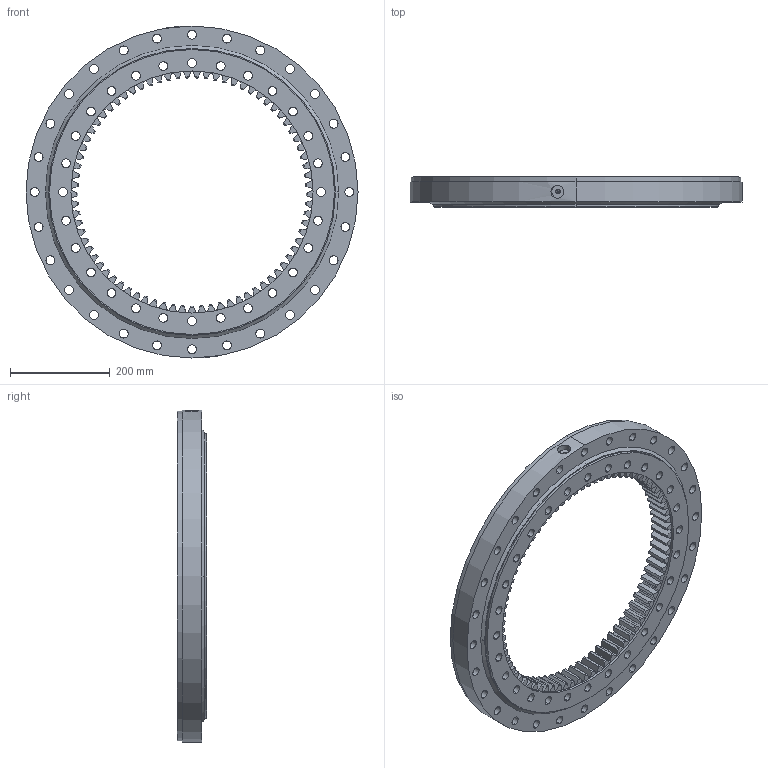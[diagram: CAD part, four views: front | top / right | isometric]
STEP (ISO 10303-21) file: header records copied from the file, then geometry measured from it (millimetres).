
FILE_DESCRIPTION (( 'STEP AP203' ), '1' );
FILE_NAME ('07-0573-00.STEP', '2017-12-27T10:04:35', ( 'defontaine' ), ( 'Hewlett-Packard Company' ), 'SwSTEP 2.0', 'SolidWorks 2016', '' );
FILE_SCHEMA (( 'CONFIG_CONTROL_DESIGN' ));
Length unit declared in the file: millimetre
Products named in the file (1): 07-0573-00
Bounding box: 665 x 60 x 665 mm (x, y, z)
Volume: 7182558.5 mm3; surface area: 1068714.7 mm2
Topology: 5 solids, 5 shells, 664 faces, 1904 edges, 1258 vertices
Faces by surface type: cylinder 295, cone 175, plane 172, torus 22
Entity records: 22857 total; most frequent: CARTESIAN_POINT 4993, ORIENTED_EDGE 3808, DIRECTION 3728, EDGE_CURVE 1904, AXIS2_PLACEMENT_3D 1475, VERTEX_POINT 1258, CIRCLE 810, EDGE_LOOP 796
